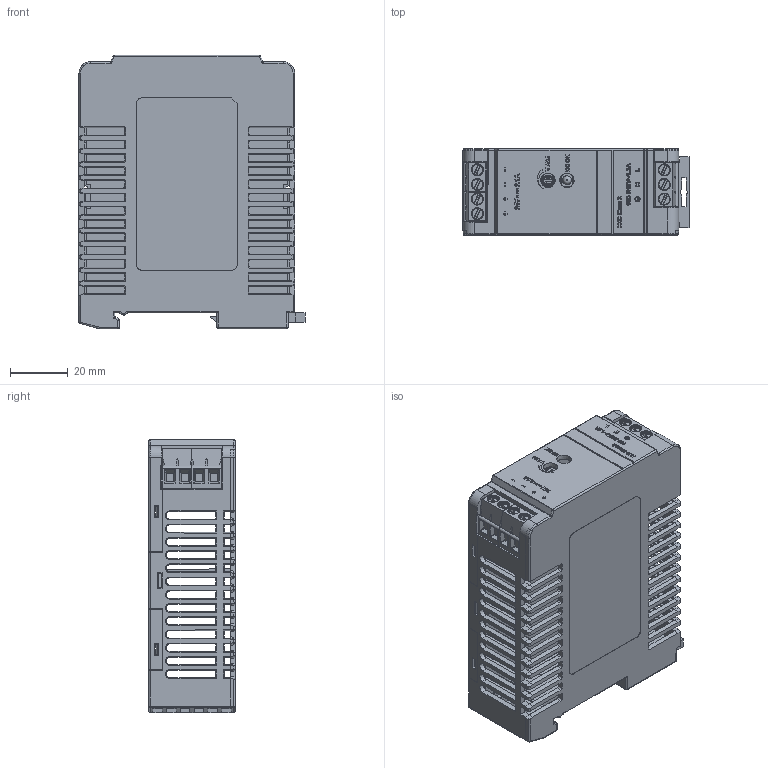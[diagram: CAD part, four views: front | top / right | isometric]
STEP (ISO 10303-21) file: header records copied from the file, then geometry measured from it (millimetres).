
FILE_DESCRIPTION (( 'STEP AP214' ), '1' );
FILE_NAME ('PSV5-25S.STEP', '2018-09-07T16:04:06', ( '' ), ( '' ), 'SwSTEP 2.0', 'SolidWorks 2017', '' );
FILE_SCHEMA (( 'AUTOMOTIVE_DESIGN' ));
Length unit declared in the file: inch
Products named in the file (1): PSV5-25S
Bounding box: 78.6 x 30 x 95.03 mm (x, y, z)
Volume: 48989.3 mm3; surface area: 68932.6 mm2
Topology: 10 solids, 13 shells, 4353 faces, 11531 edges, 7043 vertices
Faces by surface type: plane 2184, cylinder 1078, bspline 971, cone 116, torus 4
Full cylindrical faces by diameter (mm): 2.9 x1, 3.4 x1, 3.5 x1, 3.9 x7, 4 x7, 4.013 x7
Entity records: 215250 total; most frequent: CARTESIAN_POINT 62339, ORIENTED_EDGE 22282, DIRECTION 16244, EDGE_CURVE 11141, VERTEX_POINT 6994, VECTOR 6230, LINE 6230, AXIS2_PLACEMENT_3D 5007
